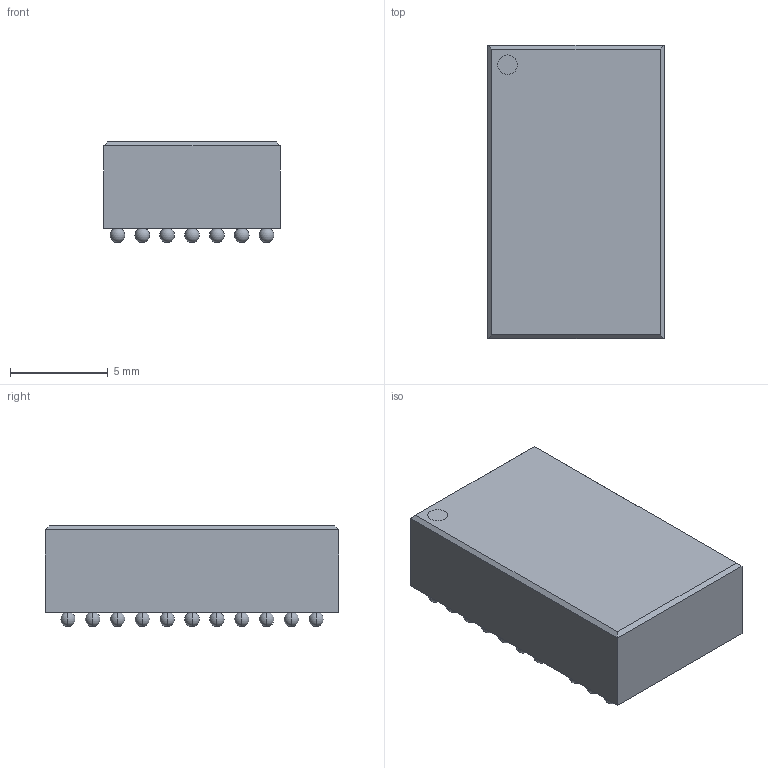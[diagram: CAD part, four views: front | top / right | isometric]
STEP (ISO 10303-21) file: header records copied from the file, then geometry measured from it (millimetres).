
FILE_DESCRIPTION((''),'2;1');
FILE_NAME('BGA70C127P7X11_900X1500X512.stp','2015-01-14T16:41:57',(''),(''),'Mechanical Desktop 2011','Mechanical Desktop 2011',', , ');
FILE_SCHEMA(('AUTOMOTIVE_DESIGN { 1 2 10303 214 1 1 1 1 }'));
Length unit declared in the file: millimetre
Products named in the file (1): Product
Bounding box: 9 x 15 x 5.12 mm (x, y, z)
Volume: 611.1 mm3; surface area: 601.8 mm2
Topology: 72 solids, 72 shells, 297 faces, 592 edges, 440 vertices
Faces by surface type: sphere 140, bspline 140, plane 13, cylinder 4
Entity records: 8250 total; most frequent: CARTESIAN_POINT 1750, DIRECTION 1476, ORIENTED_EDGE 1184, AXIS2_PLACEMENT_3D 726, EDGE_CURVE 592, CIRCLE 568, VERTEX_POINT 440, EDGE_LOOP 298
